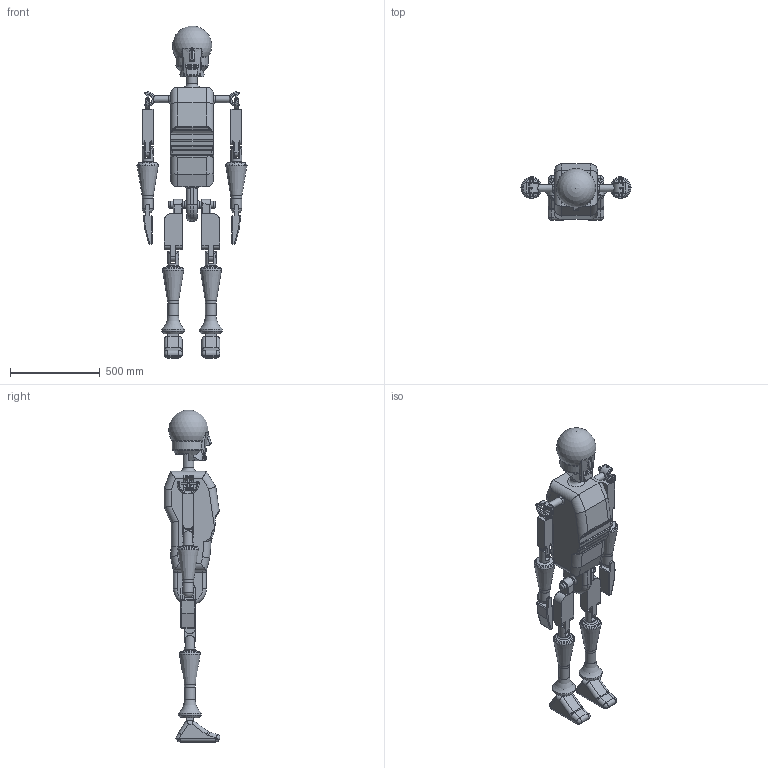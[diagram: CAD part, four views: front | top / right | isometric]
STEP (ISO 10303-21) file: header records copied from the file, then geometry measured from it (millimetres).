
FILE_DESCRIPTION(/* description */ ('STEP AP242','CAx-IF Rec.Pracs.---Representation and Presentation of Product Manufacturing Information (PMI)---4.0---2014-10-13','CAx-IF Rec.Pracs.---3D Tessellated Geometry---0.4---2014-09-14','2;1'),/* implementation_level */ '2;1');
FILE_NAME(/* name */ '6703666bd3905a1448d1ac13',/* time_stamp */ '2024-10-07T04:41:15Z',/* author */ (''),/* organization */ (''),/* preprocessor_version */ 'ST-DEVELOPER v20',/* originating_system */ ' ',/* authorisation */ ' ');
FILE_SCHEMA (('AP242_MANAGED_MODEL_BASED_3D_ENGINEERING_MIM_LF { 1 0 10303 442 1 1 4 }'));
Length unit declared in the file: metre
Products named in the file (11): Assembly 1; Part 1; Torso
Assembly tree (18 placements, depth 2):
  Assembly 1
    Part 1
    Part 1  x2
    Part 1  x2
    Torso
    Part 1  x2
    Part 1  x2
    Part 1  x2
    Part 1  x2
    Part 1  x2
    Part 1  x2
Bounding box: 613.9 x 311.65 x 1852.77 mm (x, y, z)
Volume: 59055359 mm3; surface area: 2239541 mm2
Topology: 18 solids, 18 shells, 652 faces, 1650 edges, 972 vertices
Faces by surface type: cylinder 259, plane 205, torus 85, sphere 37, cone 36, bspline 30
Full cylindrical faces by diameter (mm): 10 x16, 15 x4, 25 x4, 30 x12, 40 x8, 60 x9, 128.63 x2
Entity records: 13197 total; most frequent: CARTESIAN_POINT 3624, DIRECTION 1965, ORIENTED_EDGE 1868, EDGE_CURVE 934, AXIS2_PLACEMENT_3D 788, VERTEX_POINT 596, EDGE_LOOP 496, FACE_BOUND 496
